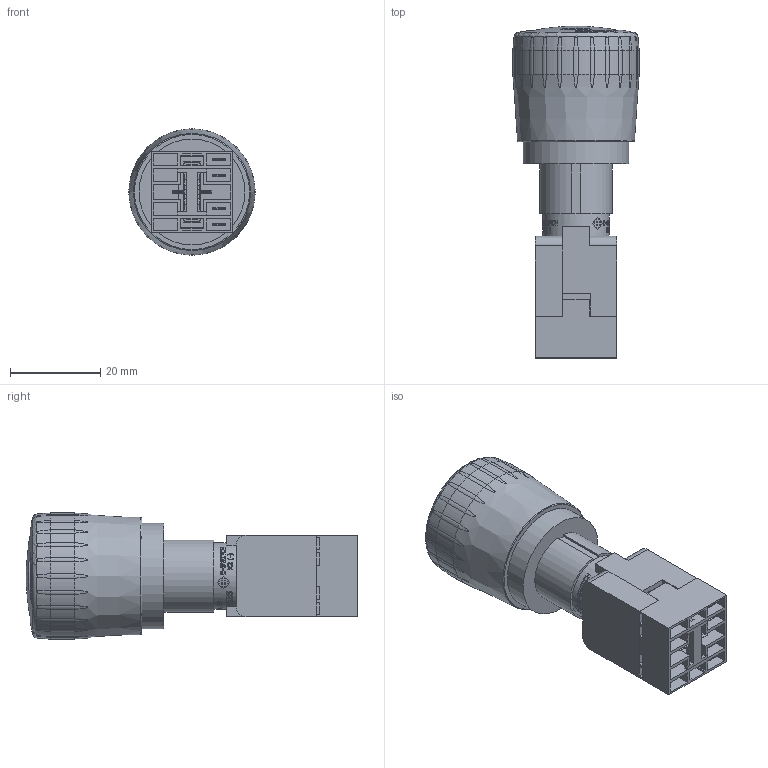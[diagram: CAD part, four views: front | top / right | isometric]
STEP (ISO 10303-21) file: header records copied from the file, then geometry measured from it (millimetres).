
FILE_DESCRIPTION(/* description */ (''),/* implementation_level */ '2;1');
FILE_NAME(/* name */ 'E100-R11-G1JR.stp',/* time_stamp */ '2025-10-31T08:09:10-05:00',/* author */ ('mwilliams'),/* organization */ (''),/* preprocessor_version */ 'ST-DEVELOPER v18.1',/* originating_system */ 'Autodesk Inventor 2022',/* authorisation */ '');
FILE_SCHEMA (('AUTOMOTIVE_DESIGN { 1 0 10303 214 3 1 1 }'));
Products named in the file (1): 100129295_Simplify_1
Bounding box: 27.99 x 73.4 x 27.99 mm (x, y, z)
Volume: 25963.3 mm3; surface area: 10955.7 mm2
Topology: 1 solids, 1 shells, 2490 faces, 6813 edges, 4455 vertices
Faces by surface type: plane 1479, bspline 838, cylinder 165, sphere 4, cone 2, torus 2
Full cylindrical faces by diameter (mm): 2.003 x1, 12.3 x1, 14.8 x1, 18.869 x1, 19 x1, 23.4 x1
Entity records: 91299 total; most frequent: CARTESIAN_POINT 30705, ORIENTED_EDGE 13624, DIRECTION 9218, EDGE_CURVE 6812, VERTEX_POINT 4455, LINE 4336, VECTOR 4336, EDGE_LOOP 2688
